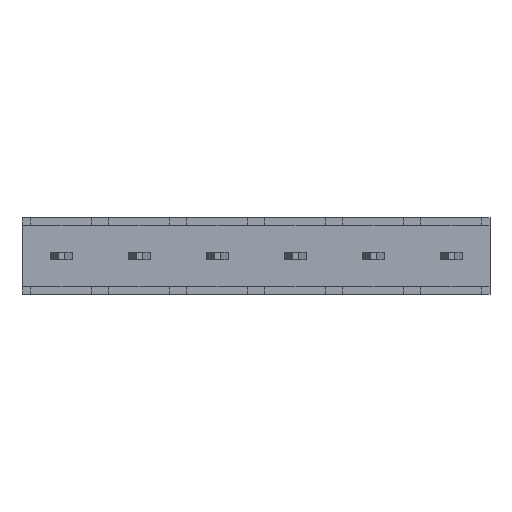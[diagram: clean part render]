
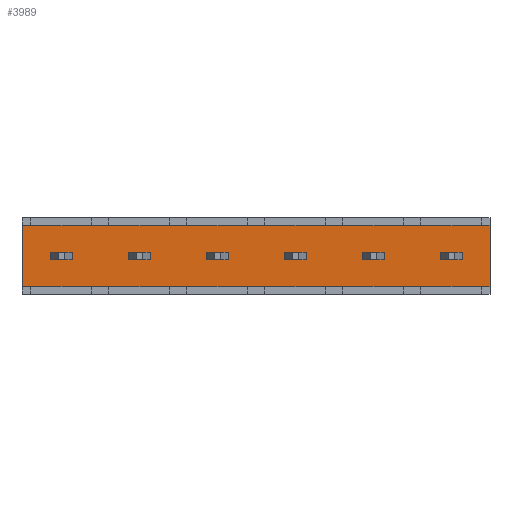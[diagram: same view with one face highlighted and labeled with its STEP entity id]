
A CAD part, front view. The second image highlights one B-rep face of the part: STEP entity #3989.
In plain terms, the highlighted planar face has unit normal (0, -1, 0).
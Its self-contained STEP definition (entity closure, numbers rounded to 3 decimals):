
#211=FACE_OUTER_BOUND('',#436,.T.);
#436=EDGE_LOOP('',(#3282,#3283,#3284,#3285,#3286,#3287,#3288,#3289,#3290,
#3291,#3292,#3293,#3294,#3295,#3296,#3297,#3298,#3299,#3300,#3301,#3302,
#3303,#3304,#3305,#3306,#3307,#3308,#3309));
#570=LINE('',#5461,#1122);
#576=LINE('',#5473,#1128);
#632=LINE('',#5589,#1184);
#638=LINE('',#5601,#1190);
#639=LINE('',#5603,#1191);
#648=LINE('',#5620,#1200);
#702=LINE('',#5730,#1254);
#708=LINE('',#5742,#1260);
#709=LINE('',#5744,#1261);
#718=LINE('',#5761,#1270);
#772=LINE('',#5871,#1324);
#778=LINE('',#5883,#1330);
#779=LINE('',#5885,#1331);
#788=LINE('',#5902,#1340);
#791=LINE('',#5909,#1343);
#799=LINE('',#5924,#1351);
#847=LINE('',#6018,#1399);
#858=LINE('',#6042,#1410);
#864=LINE('',#6054,#1416);
#871=LINE('',#6068,#1423);
#913=LINE('',#6150,#1465);
#928=LINE('',#6183,#1480);
#934=LINE('',#6195,#1486);
#935=LINE('',#6197,#1487);
#936=LINE('',#6199,#1488);
#937=LINE('',#6201,#1489);
#938=LINE('',#6202,#1490);
#939=LINE('',#6203,#1491);
#1122=VECTOR('',#4446,10.);
#1128=VECTOR('',#4454,10.);
#1184=VECTOR('',#4552,10.);
#1190=VECTOR('',#4560,10.);
#1191=VECTOR('',#4563,10.);
#1200=VECTOR('',#4578,10.);
#1254=VECTOR('',#4676,10.);
#1260=VECTOR('',#4684,10.);
#1261=VECTOR('',#4687,10.);
#1270=VECTOR('',#4702,10.);
#1324=VECTOR('',#4800,10.);
#1330=VECTOR('',#4808,10.);
#1331=VECTOR('',#4811,10.);
#1340=VECTOR('',#4826,10.);
#1343=VECTOR('',#4831,10.);
#1351=VECTOR('',#4841,10.);
#1399=VECTOR('',#4923,10.);
#1410=VECTOR('',#4952,10.);
#1416=VECTOR('',#4960,10.);
#1423=VECTOR('',#4973,10.);
#1465=VECTOR('',#5045,10.);
#1480=VECTOR('',#5076,10.);
#1486=VECTOR('',#5084,10.);
#1487=VECTOR('',#5087,10.);
#1488=VECTOR('',#5088,10.);
#1489=VECTOR('',#5089,10.);
#1490=VECTOR('',#5090,10.);
#1491=VECTOR('',#5091,10.);
#1643=VERTEX_POINT('',#5457);
#1645=VERTEX_POINT('',#5460);
#1648=VERTEX_POINT('',#5467);
#1650=VERTEX_POINT('',#5471);
#1687=VERTEX_POINT('',#5585);
#1689=VERTEX_POINT('',#5588);
#1692=VERTEX_POINT('',#5595);
#1694=VERTEX_POINT('',#5599);
#1731=VERTEX_POINT('',#5726);
#1733=VERTEX_POINT('',#5729);
#1736=VERTEX_POINT('',#5736);
#1738=VERTEX_POINT('',#5740);
#1775=VERTEX_POINT('',#5867);
#1777=VERTEX_POINT('',#5870);
#1780=VERTEX_POINT('',#5877);
#1782=VERTEX_POINT('',#5881);
#1789=VERTEX_POINT('',#5907);
#1790=VERTEX_POINT('',#5908);
#1827=VERTEX_POINT('',#6038);
#1829=VERTEX_POINT('',#6041);
#1832=VERTEX_POINT('',#6048);
#1834=VERTEX_POINT('',#6052);
#1871=VERTEX_POINT('',#6179);
#1873=VERTEX_POINT('',#6182);
#1876=VERTEX_POINT('',#6189);
#1878=VERTEX_POINT('',#6193);
#1879=VERTEX_POINT('',#6198);
#1880=VERTEX_POINT('',#6200);
#2026=EDGE_CURVE('',#1643,#1645,#570,.T.);
#2032=EDGE_CURVE('',#1650,#1648,#576,.T.);
#2088=EDGE_CURVE('',#1687,#1689,#632,.T.);
#2094=EDGE_CURVE('',#1694,#1692,#638,.T.);
#2095=EDGE_CURVE('',#1689,#1643,#639,.T.);
#2104=EDGE_CURVE('',#1648,#1694,#648,.T.);
#2158=EDGE_CURVE('',#1731,#1733,#702,.T.);
#2164=EDGE_CURVE('',#1738,#1736,#708,.T.);
#2165=EDGE_CURVE('',#1733,#1687,#709,.T.);
#2174=EDGE_CURVE('',#1692,#1738,#718,.T.);
#2228=EDGE_CURVE('',#1775,#1777,#772,.T.);
#2234=EDGE_CURVE('',#1782,#1780,#778,.T.);
#2235=EDGE_CURVE('',#1777,#1731,#779,.T.);
#2244=EDGE_CURVE('',#1736,#1782,#788,.T.);
#2247=EDGE_CURVE('',#1789,#1790,#791,.T.);
#2255=EDGE_CURVE('',#1780,#1789,#799,.T.);
#2303=EDGE_CURVE('',#1790,#1775,#847,.T.);
#2314=EDGE_CURVE('',#1827,#1829,#858,.T.);
#2320=EDGE_CURVE('',#1834,#1832,#864,.T.);
#2327=EDGE_CURVE('',#1832,#1650,#871,.T.);
#2369=EDGE_CURVE('',#1645,#1827,#913,.T.);
#2384=EDGE_CURVE('',#1871,#1873,#928,.T.);
#2390=EDGE_CURVE('',#1878,#1876,#934,.T.);
#2391=EDGE_CURVE('',#1876,#1834,#935,.T.);
#2392=EDGE_CURVE('',#1879,#1878,#936,.T.);
#2393=EDGE_CURVE('',#1880,#1879,#937,.T.);
#2394=EDGE_CURVE('',#1873,#1880,#938,.T.);
#2395=EDGE_CURVE('',#1829,#1871,#939,.T.);
#3282=ORIENTED_EDGE('',*,*,#2391,.F.);
#3283=ORIENTED_EDGE('',*,*,#2390,.F.);
#3284=ORIENTED_EDGE('',*,*,#2392,.F.);
#3285=ORIENTED_EDGE('',*,*,#2393,.F.);
#3286=ORIENTED_EDGE('',*,*,#2394,.F.);
#3287=ORIENTED_EDGE('',*,*,#2384,.F.);
#3288=ORIENTED_EDGE('',*,*,#2395,.F.);
#3289=ORIENTED_EDGE('',*,*,#2314,.F.);
#3290=ORIENTED_EDGE('',*,*,#2369,.F.);
#3291=ORIENTED_EDGE('',*,*,#2026,.F.);
#3292=ORIENTED_EDGE('',*,*,#2095,.F.);
#3293=ORIENTED_EDGE('',*,*,#2088,.F.);
#3294=ORIENTED_EDGE('',*,*,#2165,.F.);
#3295=ORIENTED_EDGE('',*,*,#2158,.F.);
#3296=ORIENTED_EDGE('',*,*,#2235,.F.);
#3297=ORIENTED_EDGE('',*,*,#2228,.F.);
#3298=ORIENTED_EDGE('',*,*,#2303,.F.);
#3299=ORIENTED_EDGE('',*,*,#2247,.F.);
#3300=ORIENTED_EDGE('',*,*,#2255,.F.);
#3301=ORIENTED_EDGE('',*,*,#2234,.F.);
#3302=ORIENTED_EDGE('',*,*,#2244,.F.);
#3303=ORIENTED_EDGE('',*,*,#2164,.F.);
#3304=ORIENTED_EDGE('',*,*,#2174,.F.);
#3305=ORIENTED_EDGE('',*,*,#2094,.F.);
#3306=ORIENTED_EDGE('',*,*,#2104,.F.);
#3307=ORIENTED_EDGE('',*,*,#2032,.F.);
#3308=ORIENTED_EDGE('',*,*,#2327,.F.);
#3309=ORIENTED_EDGE('',*,*,#2320,.F.);
#3769=PLANE('',#4229);
#3989=ADVANCED_FACE('',(#211),#3769,.F.);
#4229=AXIS2_PLACEMENT_3D('',#6196,#5085,#5086);
#4446=DIRECTION('',(1.,0.,0.));
#4454=DIRECTION('',(-1.,0.,0.));
#4552=DIRECTION('',(1.,0.,0.));
#4560=DIRECTION('',(-1.,0.,0.));
#4563=DIRECTION('',(1.,0.,0.));
#4578=DIRECTION('',(-1.,0.,0.));
#4676=DIRECTION('',(1.,0.,0.));
#4684=DIRECTION('',(-1.,0.,0.));
#4687=DIRECTION('',(1.,0.,0.));
#4702=DIRECTION('',(-1.,0.,0.));
#4800=DIRECTION('',(1.,0.,0.));
#4808=DIRECTION('',(-1.,0.,0.));
#4811=DIRECTION('',(1.,0.,0.));
#4826=DIRECTION('',(-1.,0.,0.));
#4831=DIRECTION('',(0.,0.,1.));
#4841=DIRECTION('',(-1.,0.,0.));
#4923=DIRECTION('',(1.,0.,0.));
#4952=DIRECTION('',(1.,0.,0.));
#4960=DIRECTION('',(-1.,0.,0.));
#4973=DIRECTION('',(-1.,0.,0.));
#5045=DIRECTION('',(1.,0.,0.));
#5076=DIRECTION('',(1.,0.,0.));
#5084=DIRECTION('',(-1.,0.,0.));
#5085=DIRECTION('center_axis',(0.,1.,0.));
#5086=DIRECTION('ref_axis',(0.,0.,1.));
#5087=DIRECTION('',(-1.,0.,0.));
#5088=DIRECTION('',(-1.,0.,0.));
#5089=DIRECTION('',(0.,0.,-1.));
#5090=DIRECTION('',(1.,0.,0.));
#5091=DIRECTION('',(1.,0.,0.));
#5457=CARTESIAN_POINT('',(7.88,0.25,2.25));
#5460=CARTESIAN_POINT('',(9.86,0.25,2.25));
#5461=CARTESIAN_POINT('',(7.58,0.25,2.25));
#5467=CARTESIAN_POINT('',(7.88,0.25,0.25));
#5471=CARTESIAN_POINT('',(9.86,0.25,0.25));
#5473=CARTESIAN_POINT('',(10.16,0.25,0.25));
#5585=CARTESIAN_POINT('',(5.34,0.25,2.25));
#5588=CARTESIAN_POINT('',(7.32,0.25,2.25));
#5589=CARTESIAN_POINT('',(5.04,0.25,2.25));
#5595=CARTESIAN_POINT('',(5.34,0.25,0.25));
#5599=CARTESIAN_POINT('',(7.32,0.25,0.25));
#5601=CARTESIAN_POINT('',(7.62,0.25,0.25));
#5603=CARTESIAN_POINT('',(8.225,0.25,2.25));
#5620=CARTESIAN_POINT('',(6.975,0.25,0.25));
#5726=CARTESIAN_POINT('',(2.8,0.25,2.25));
#5729=CARTESIAN_POINT('',(4.78,0.25,2.25));
#5730=CARTESIAN_POINT('',(2.5,0.25,2.25));
#5736=CARTESIAN_POINT('',(2.8,0.25,0.25));
#5740=CARTESIAN_POINT('',(4.78,0.25,0.25));
#5742=CARTESIAN_POINT('',(5.08,0.25,0.25));
#5744=CARTESIAN_POINT('',(5.685,0.25,2.25));
#5761=CARTESIAN_POINT('',(4.435,0.25,0.25));
#5867=CARTESIAN_POINT('',(0.26,0.25,2.25));
#5870=CARTESIAN_POINT('',(2.24,0.25,2.25));
#5871=CARTESIAN_POINT('',(-0.04,0.25,2.25));
#5877=CARTESIAN_POINT('',(0.26,0.25,0.25));
#5881=CARTESIAN_POINT('',(2.24,0.25,0.25));
#5883=CARTESIAN_POINT('',(2.54,0.25,0.25));
#5885=CARTESIAN_POINT('',(3.145,0.25,2.25));
#5902=CARTESIAN_POINT('',(1.895,0.25,0.25));
#5907=CARTESIAN_POINT('',(-0.02,0.25,0.25));
#5908=CARTESIAN_POINT('',(-0.02,0.25,2.25));
#5909=CARTESIAN_POINT('',(-0.02,0.25,1.875));
#5924=CARTESIAN_POINT('',(0.605,0.25,0.25));
#6018=CARTESIAN_POINT('',(0.605,0.25,2.25));
#6038=CARTESIAN_POINT('',(10.42,0.25,2.25));
#6041=CARTESIAN_POINT('',(12.4,0.25,2.25));
#6042=CARTESIAN_POINT('',(10.12,0.25,2.25));
#6048=CARTESIAN_POINT('',(10.42,0.25,0.25));
#6052=CARTESIAN_POINT('',(12.4,0.25,0.25));
#6054=CARTESIAN_POINT('',(12.7,0.25,0.25));
#6068=CARTESIAN_POINT('',(9.515,0.25,0.25));
#6150=CARTESIAN_POINT('',(9.515,0.25,2.25));
#6179=CARTESIAN_POINT('',(12.96,0.25,2.25));
#6182=CARTESIAN_POINT('',(14.94,0.25,2.25));
#6183=CARTESIAN_POINT('',(12.66,0.25,2.25));
#6189=CARTESIAN_POINT('',(12.96,0.25,0.25));
#6193=CARTESIAN_POINT('',(14.94,0.25,0.25));
#6195=CARTESIAN_POINT('',(15.24,0.25,0.25));
#6196=CARTESIAN_POINT('Origin',(13.95,0.25,1.25));
#6197=CARTESIAN_POINT('',(12.055,0.25,0.25));
#6198=CARTESIAN_POINT('',(15.22,0.25,0.25));
#6199=CARTESIAN_POINT('',(14.595,0.25,0.25));
#6200=CARTESIAN_POINT('',(15.22,0.25,2.25));
#6201=CARTESIAN_POINT('',(15.22,0.25,1.875));
#6202=CARTESIAN_POINT('',(14.595,0.25,2.25));
#6203=CARTESIAN_POINT('',(12.055,0.25,2.25));
